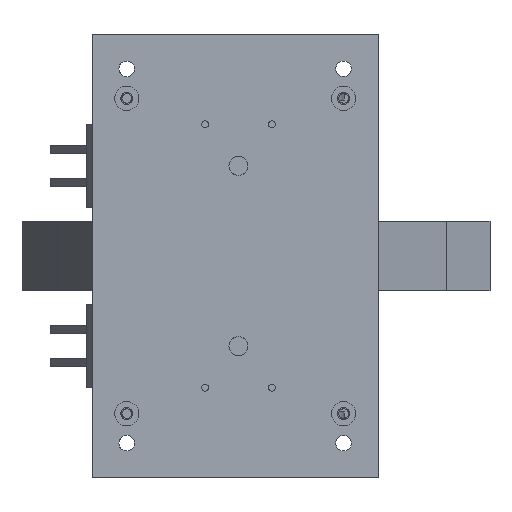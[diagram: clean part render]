
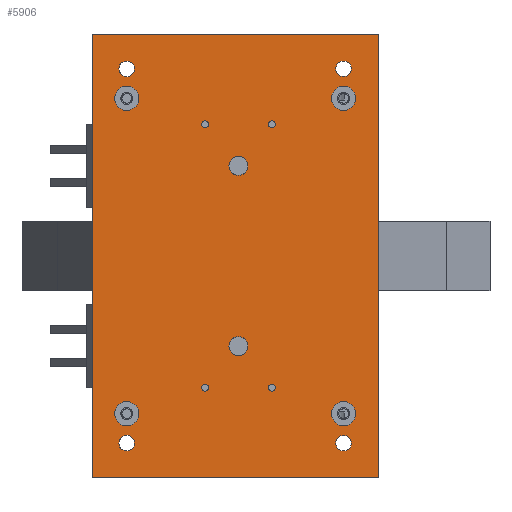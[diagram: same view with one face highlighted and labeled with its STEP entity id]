
A CAD part, front view. The second image highlights one B-rep face of the part: STEP entity #5906.
In plain terms, the highlighted planar face has unit normal (-0.003, -1, 0).
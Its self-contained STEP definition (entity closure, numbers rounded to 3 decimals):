
#137=FACE_BOUND('',#1114,.T.);
#138=FACE_BOUND('',#1115,.T.);
#139=FACE_BOUND('',#1116,.T.);
#140=FACE_BOUND('',#1117,.T.);
#141=FACE_BOUND('',#1118,.T.);
#142=FACE_BOUND('',#1119,.T.);
#143=FACE_BOUND('',#1120,.T.);
#144=FACE_BOUND('',#1121,.T.);
#145=FACE_BOUND('',#1122,.T.);
#146=FACE_BOUND('',#1123,.T.);
#147=FACE_BOUND('',#1124,.T.);
#148=FACE_BOUND('',#1125,.T.);
#149=FACE_BOUND('',#1126,.T.);
#150=FACE_BOUND('',#1127,.T.);
#367=PLANE('',#6465);
#685=FACE_OUTER_BOUND('',#1113,.T.);
#1113=EDGE_LOOP('',(#5204,#5205,#5206,#5207));
#1114=EDGE_LOOP('',(#5208));
#1115=EDGE_LOOP('',(#5209));
#1116=EDGE_LOOP('',(#5210));
#1117=EDGE_LOOP('',(#5211));
#1118=EDGE_LOOP('',(#5212));
#1119=EDGE_LOOP('',(#5213));
#1120=EDGE_LOOP('',(#5214));
#1121=EDGE_LOOP('',(#5215));
#1122=EDGE_LOOP('',(#5216));
#1123=EDGE_LOOP('',(#5217));
#1124=EDGE_LOOP('',(#5218));
#1125=EDGE_LOOP('',(#5219));
#1126=EDGE_LOOP('',(#5220));
#1127=EDGE_LOOP('',(#5221));
#1383=CIRCLE('',#6390,3.5);
#1386=CIRCLE('',#6395,3.5);
#1389=CIRCLE('',#6400,3.5);
#1392=CIRCLE('',#6405,3.5);
#1397=CIRCLE('',#6426,2.25);
#1399=CIRCLE('',#6429,2.25);
#1401=CIRCLE('',#6432,2.25);
#1403=CIRCLE('',#6435,2.25);
#1405=CIRCLE('',#6438,2.75);
#1406=CIRCLE('',#6440,2.75);
#1407=CIRCLE('',#6442,1.);
#1409=CIRCLE('',#6445,1.);
#1411=CIRCLE('',#6448,1.);
#1413=CIRCLE('',#6451,1.);
#1881=LINE('',#9929,#2437);
#1884=LINE('',#9935,#2440);
#1887=LINE('',#9941,#2443);
#1890=LINE('',#9945,#2446);
#2437=VECTOR('',#7945,10.);
#2440=VECTOR('',#7950,10.);
#2443=VECTOR('',#7955,10.);
#2446=VECTOR('',#7960,10.);
#2949=VERTEX_POINT('',#9737);
#2952=VERTEX_POINT('',#9746);
#2955=VERTEX_POINT('',#9755);
#2958=VERTEX_POINT('',#9764);
#2987=VERTEX_POINT('',#9851);
#2989=VERTEX_POINT('',#9857);
#2991=VERTEX_POINT('',#9863);
#2993=VERTEX_POINT('',#9869);
#2995=VERTEX_POINT('',#9875);
#2996=VERTEX_POINT('',#9879);
#2997=VERTEX_POINT('',#9883);
#2999=VERTEX_POINT('',#9889);
#3001=VERTEX_POINT('',#9895);
#3003=VERTEX_POINT('',#9901);
#3011=VERTEX_POINT('',#9926);
#3012=VERTEX_POINT('',#9928);
#3014=VERTEX_POINT('',#9934);
#3016=VERTEX_POINT('',#9940);
#3674=EDGE_CURVE('',#2949,#2949,#1383,.T.);
#3678=EDGE_CURVE('',#2952,#2952,#1386,.T.);
#3682=EDGE_CURVE('',#2955,#2955,#1389,.T.);
#3686=EDGE_CURVE('',#2958,#2958,#1392,.T.);
#3728=EDGE_CURVE('',#2987,#2987,#1397,.T.);
#3731=EDGE_CURVE('',#2989,#2989,#1399,.T.);
#3734=EDGE_CURVE('',#2991,#2991,#1401,.T.);
#3737=EDGE_CURVE('',#2993,#2993,#1403,.T.);
#3740=EDGE_CURVE('',#2995,#2995,#1405,.T.);
#3742=EDGE_CURVE('',#2996,#2996,#1406,.T.);
#3744=EDGE_CURVE('',#2997,#2997,#1407,.T.);
#3747=EDGE_CURVE('',#2999,#2999,#1409,.T.);
#3750=EDGE_CURVE('',#3001,#3001,#1411,.T.);
#3753=EDGE_CURVE('',#3003,#3003,#1413,.T.);
#3766=EDGE_CURVE('',#3012,#3011,#1881,.T.);
#3769=EDGE_CURVE('',#3014,#3012,#1884,.T.);
#3772=EDGE_CURVE('',#3016,#3014,#1887,.T.);
#3775=EDGE_CURVE('',#3011,#3016,#1890,.T.);
#5204=ORIENTED_EDGE('',*,*,#3775,.T.);
#5205=ORIENTED_EDGE('',*,*,#3772,.T.);
#5206=ORIENTED_EDGE('',*,*,#3769,.T.);
#5207=ORIENTED_EDGE('',*,*,#3766,.T.);
#5208=ORIENTED_EDGE('',*,*,#3674,.T.);
#5209=ORIENTED_EDGE('',*,*,#3678,.T.);
#5210=ORIENTED_EDGE('',*,*,#3682,.T.);
#5211=ORIENTED_EDGE('',*,*,#3686,.T.);
#5212=ORIENTED_EDGE('',*,*,#3753,.T.);
#5213=ORIENTED_EDGE('',*,*,#3750,.T.);
#5214=ORIENTED_EDGE('',*,*,#3747,.T.);
#5215=ORIENTED_EDGE('',*,*,#3744,.T.);
#5216=ORIENTED_EDGE('',*,*,#3742,.T.);
#5217=ORIENTED_EDGE('',*,*,#3740,.T.);
#5218=ORIENTED_EDGE('',*,*,#3737,.T.);
#5219=ORIENTED_EDGE('',*,*,#3734,.T.);
#5220=ORIENTED_EDGE('',*,*,#3731,.T.);
#5221=ORIENTED_EDGE('',*,*,#3728,.T.);
#5906=ADVANCED_FACE('',(#685,#137,#138,#139,#140,#141,#142,#143,#144,#145,
#146,#147,#148,#149,#150),#367,.T.);
#6390=AXIS2_PLACEMENT_3D('',#9738,#7745,#7746);
#6395=AXIS2_PLACEMENT_3D('',#9747,#7756,#7757);
#6400=AXIS2_PLACEMENT_3D('',#9756,#7767,#7768);
#6405=AXIS2_PLACEMENT_3D('',#9765,#7778,#7779);
#6426=AXIS2_PLACEMENT_3D('',#9852,#7857,#7858);
#6429=AXIS2_PLACEMENT_3D('',#9858,#7864,#7865);
#6432=AXIS2_PLACEMENT_3D('',#9864,#7871,#7872);
#6435=AXIS2_PLACEMENT_3D('',#9870,#7878,#7879);
#6438=AXIS2_PLACEMENT_3D('',#9876,#7885,#7886);
#6440=AXIS2_PLACEMENT_3D('',#9880,#7890,#7891);
#6442=AXIS2_PLACEMENT_3D('',#9884,#7895,#7896);
#6445=AXIS2_PLACEMENT_3D('',#9890,#7902,#7903);
#6448=AXIS2_PLACEMENT_3D('',#9896,#7909,#7910);
#6451=AXIS2_PLACEMENT_3D('',#9902,#7916,#7917);
#6465=AXIS2_PLACEMENT_3D('',#9946,#7961,#7962);
#7745=DIRECTION('center_axis',(0.002,1.,0.));
#7746=DIRECTION('ref_axis',(1.,-0.002,0.));
#7756=DIRECTION('center_axis',(0.002,1.,0.));
#7757=DIRECTION('ref_axis',(1.,-0.002,0.));
#7767=DIRECTION('center_axis',(0.002,1.,0.));
#7768=DIRECTION('ref_axis',(1.,-0.002,0.));
#7778=DIRECTION('center_axis',(0.002,1.,0.));
#7779=DIRECTION('ref_axis',(1.,-0.002,0.));
#7857=DIRECTION('center_axis',(0.002,1.,0.));
#7858=DIRECTION('ref_axis',(1.,-0.002,0.));
#7864=DIRECTION('center_axis',(0.002,1.,0.));
#7865=DIRECTION('ref_axis',(1.,-0.002,0.));
#7871=DIRECTION('center_axis',(0.002,1.,0.));
#7872=DIRECTION('ref_axis',(1.,-0.002,0.));
#7878=DIRECTION('center_axis',(0.002,1.,0.));
#7879=DIRECTION('ref_axis',(1.,-0.002,0.));
#7885=DIRECTION('center_axis',(0.002,1.,0.));
#7886=DIRECTION('ref_axis',(1.,-0.002,0.));
#7890=DIRECTION('center_axis',(0.002,1.,0.));
#7891=DIRECTION('ref_axis',(1.,-0.002,0.));
#7895=DIRECTION('center_axis',(0.002,1.,0.));
#7896=DIRECTION('ref_axis',(1.,-0.002,0.));
#7902=DIRECTION('center_axis',(0.002,1.,0.));
#7903=DIRECTION('ref_axis',(1.,-0.002,0.));
#7909=DIRECTION('center_axis',(0.002,1.,0.));
#7910=DIRECTION('ref_axis',(1.,-0.002,0.));
#7916=DIRECTION('center_axis',(0.002,1.,0.));
#7917=DIRECTION('ref_axis',(1.,-0.002,0.));
#7945=DIRECTION('',(1.,-0.002,0.));
#7950=DIRECTION('',(0.,0.,-1.));
#7955=DIRECTION('',(-1.,0.002,0.));
#7960=DIRECTION('',(0.,0.,1.));
#7961=DIRECTION('center_axis',(-0.002,-1.,
0.));
#7962=DIRECTION('ref_axis',(1.,-0.002,0.));
#9737=CARTESIAN_POINT('',(26.801,-27.165,55.5));
#9738=CARTESIAN_POINT('Origin',(30.301,-27.174,55.5));
#9746=CARTESIAN_POINT('',(-35.769,-27.009,-35.5));
#9747=CARTESIAN_POINT('Origin',(-32.269,-27.018,-35.5));
#9755=CARTESIAN_POINT('',(-35.769,-27.009,55.5));
#9756=CARTESIAN_POINT('Origin',(-32.269,-27.018,55.5));
#9764=CARTESIAN_POINT('',(26.801,-27.165,-35.5));
#9765=CARTESIAN_POINT('Origin',(30.301,-27.174,-35.5));
#9851=CARTESIAN_POINT('',(28.051,-27.168,64.));
#9852=CARTESIAN_POINT('Origin',(30.301,-27.174,64.));
#9857=CARTESIAN_POINT('',(-34.519,-27.012,-44.));
#9858=CARTESIAN_POINT('Origin',(-32.269,-27.018,-44.));
#9863=CARTESIAN_POINT('',(28.051,-27.168,-44.));
#9864=CARTESIAN_POINT('Origin',(30.301,-27.174,-44.));
#9869=CARTESIAN_POINT('',(-34.519,-27.012,64.));
#9870=CARTESIAN_POINT('Origin',(-32.269,-27.018,64.));
#9875=CARTESIAN_POINT('',(-2.77,-27.091,-16.01));
#9876=CARTESIAN_POINT('Origin',(-0.02,-27.098,-16.01));
#9879=CARTESIAN_POINT('',(-2.77,-27.091,36.));
#9880=CARTESIAN_POINT('Origin',(-0.02,-27.098,36.));
#9883=CARTESIAN_POINT('',(-10.654,-27.072,48.));
#9884=CARTESIAN_POINT('Origin',(-9.654,-27.074,48.));
#9889=CARTESIAN_POINT('',(8.614,-27.12,48.));
#9890=CARTESIAN_POINT('Origin',(9.614,-27.122,48.));
#9895=CARTESIAN_POINT('',(-10.654,-27.072,-28.));
#9896=CARTESIAN_POINT('Origin',(-9.654,-27.074,-28.));
#9901=CARTESIAN_POINT('',(8.614,-27.12,-28.));
#9902=CARTESIAN_POINT('Origin',(9.614,-27.122,-28.));
#9926=CARTESIAN_POINT('',(40.301,-27.199,-54.));
#9928=CARTESIAN_POINT('',(-42.269,-26.993,-54.));
#9929=CARTESIAN_POINT('',(40.301,-27.199,-54.));
#9934=CARTESIAN_POINT('',(-42.269,-26.993,74.));
#9935=CARTESIAN_POINT('',(-42.269,-26.993,74.));
#9940=CARTESIAN_POINT('',(40.301,-27.199,74.));
#9941=CARTESIAN_POINT('',(40.301,-27.199,74.));
#9945=CARTESIAN_POINT('',(40.301,-27.199,-39.));
#9946=CARTESIAN_POINT('Origin',(-0.984,-27.096,10.));
